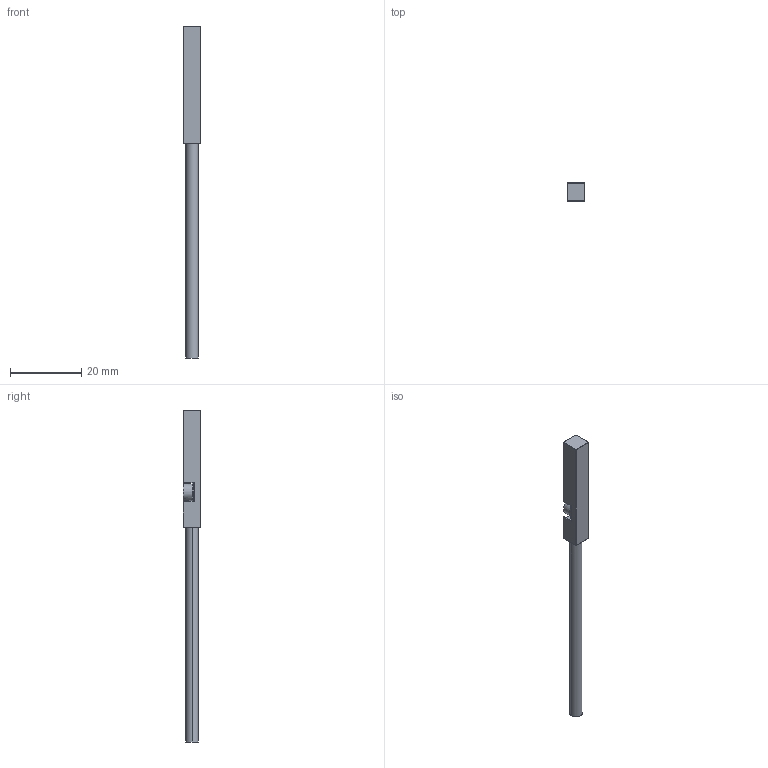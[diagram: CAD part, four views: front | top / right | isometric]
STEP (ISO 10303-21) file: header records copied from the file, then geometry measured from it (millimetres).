
FILE_DESCRIPTION (( 'STEP AP214' ), '1' );
FILE_NAME ('KT-KT65 SERIES.STEP', '2018-09-07T08:27:32', ( '' ), ( '' ), 'SwSTEP 2.0', 'SolidWorks 2018', '' );
FILE_SCHEMA (( 'AUTOMOTIVE_DESIGN' ));
Length unit declared in the file: millimetre
Products named in the file (1): KT-KT65 SERIES
Bounding box: 5 x 5 x 93 mm (x, y, z)
Volume: 1349.9 mm3; surface area: 1430.6 mm2
Topology: 1 solids, 1 shells, 81 faces, 199 edges, 110 vertices
Faces by surface type: plane 34, cylinder 32, sphere 12, torus 3
Entity records: 2571 total; most frequent: DIRECTION 420, CARTESIAN_POINT 391, ORIENTED_EDGE 374, EDGE_CURVE 187, AXIS2_PLACEMENT_3D 155, LINE 110, VECTOR 110, VERTEX_POINT 110
